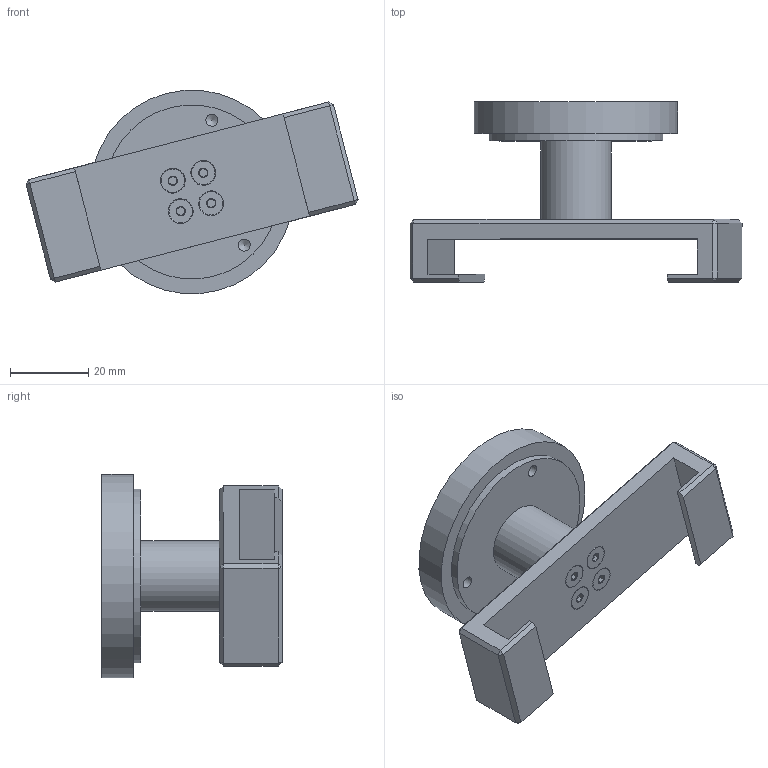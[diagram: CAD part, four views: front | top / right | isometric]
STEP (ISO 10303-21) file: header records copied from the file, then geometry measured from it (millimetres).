
FILE_DESCRIPTION(/* description */ (''),/* implementation_level */ '2;1');
FILE_NAME(/* name */ 'Grabber Tool - V2.stp',/* time_stamp */ '2022-02-08T12:22:32-06:00',/* author */ ('Caleb'),/* organization */ (''),/* preprocessor_version */ 'ST-DEVELOPER v18.1',/* originating_system */ 'Autodesk Inventor 2022',/* authorisation */ '');
FILE_SCHEMA (('AUTOMOTIVE_DESIGN { 1 0 10303 214 3 1 1 }'));
Products named in the file (4): Grabber Tool; Grabber Base; Grabber Platform; 92125A130_TYPE 18-8 SS FLAT-HEAD SOCKET CAP SCREW
Assembly tree (6 placements, depth 2):
  Grabber Tool
    Grabber Base
    Grabber Platform
    92125A130_TYPE 18-8 SS FLAT-HEAD SOCKET CAP SCREW  x4
Bounding box: 84.68 x 46 x 51.8 mm (x, y, z)
Volume: 39494.3 mm3; surface area: 15832.5 mm2
Topology: 6 solids, 6 shells, 281 faces, 702 edges, 439 vertices
Faces by surface type: cylinder 154, plane 76, cone 43, bspline 8
Full cylindrical faces by diameter (mm): 2.35 x60, 2.459 x4, 3 x60, 3.05 x3, 3.4 x4, 6 x4, 18 x1, 44.42 x1, 51.96 x1
Entity records: 6712 total; most frequent: CARTESIAN_POINT 3950, ORIENTED_EDGE 550, DIRECTION 498, EDGE_CURVE 275, AXIS2_PLACEMENT_3D 174, VERTEX_POINT 172, LINE 150, VECTOR 150
